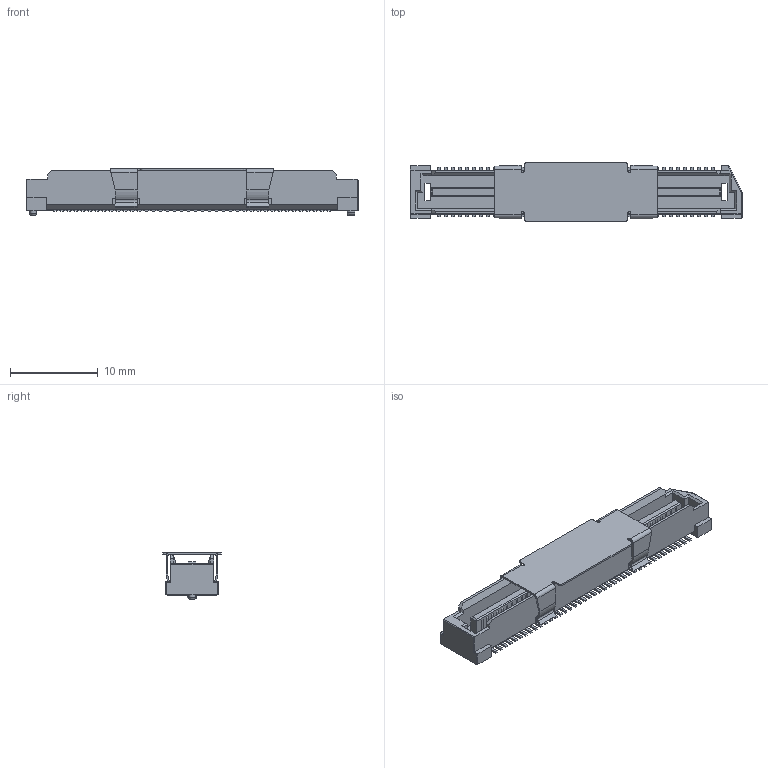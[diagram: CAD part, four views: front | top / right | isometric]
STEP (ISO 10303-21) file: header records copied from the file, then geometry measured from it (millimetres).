
FILE_DESCRIPTION(/* description */ ('Unknown'),/* implementation_level */ '2;1');
FILE_NAME(/* name */ '658854613080',/* time_stamp */ '2018-04-19T08:46:43+02:00',/* author */ ('Unknown'),/* organization */ ('Unknown'),/* preprocessor_version */ 'ST-DEVELOPER v16.7',/* originating_system */ 'DEX',/* authorisation */ $);
FILE_SCHEMA (('AUTOMOTIVE_DESIGN {1 0 10303 214 3 1 1}'));
Length unit declared in the file: millimetre
Products named in the file (4): 658854613xxx; 658854613080_Housing; 658854613xxx_Pin; Large Cap
Assembly tree (82 placements, depth 2):
  658854613xxx
    658854613080_Housing
    658854613xxx_Pin  x80
    Large Cap
Bounding box: 37.8 x 6.7 x 5.3 mm (x, y, z)
Volume: 484.6 mm3; surface area: 2259.1 mm2
Topology: 82 solids, 82 shells, 3084 faces, 8307 edges, 5306 vertices
Faces by surface type: plane 2708, cylinder 373, torus 2, sphere 1
Full cylindrical faces by diameter (mm): 0.7 x1
Entity records: 49406 total; most frequent: CARTESIAN_POINT 8728, ORIENTED_EDGE 8704, DIRECTION 7947, EDGE_CURVE 4352, LINE 3927, VECTOR 3927, VERTEX_POINT 2777, AXIS2_PLACEMENT_3D 2010
